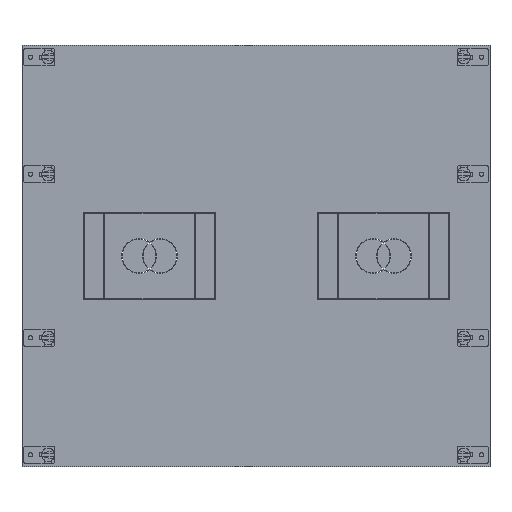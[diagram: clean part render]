
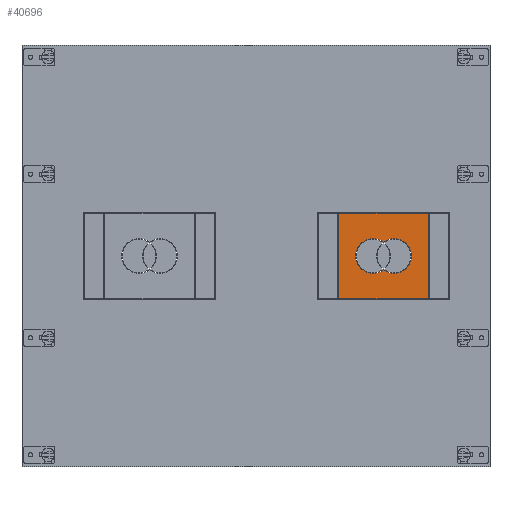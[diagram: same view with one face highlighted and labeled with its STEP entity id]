
A CAD part, top view. The second image highlights one B-rep face of the part: STEP entity #40696.
In plain terms, the highlighted planar face has unit normal (0, 0, 1).
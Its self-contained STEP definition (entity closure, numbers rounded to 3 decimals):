
#40432=DIRECTION('',(-1.,0.,0.));
#40433=VECTOR('',#40432,95.5);
#40434=CARTESIAN_POINT('',(6.354,18.714,1.));
#40435=LINE('',#40434,#40433);
#40499=DIRECTION('',(-1.,0.,0.));
#40500=VECTOR('',#40499,95.5);
#40501=CARTESIAN_POINT('',(6.354,-72.286,1.));
#40502=LINE('',#40501,#40500);
#40506=DIRECTION('',(0.,1.,0.));
#40507=VECTOR('',#40506,91.);
#40508=CARTESIAN_POINT('',(-89.146,-72.286,1.));
#40509=LINE('',#40508,#40507);
#40513=CARTESIAN_POINT('',(-30.146,-26.786,1.));
#40514=DIRECTION('',(0.,0.,1.));
#40515=DIRECTION('',(-0.608,-0.794,0.));
#40516=AXIS2_PLACEMENT_3D('',#40513,#40514,#40515);
#40521=CARTESIAN_POINT('',(-30.146,-26.786,1.));
#40522=DIRECTION('',(0.,0.,1.));
#40523=DIRECTION('',(1.,0.,0.));
#40524=AXIS2_PLACEMENT_3D('',#40521,#40522,#40523);
#40529=CARTESIAN_POINT('',(-52.646,-26.786,1.));
#40530=DIRECTION('',(0.,0.,1.));
#40531=DIRECTION('',(0.608,0.794,0.));
#40532=AXIS2_PLACEMENT_3D('',#40529,#40530,#40531);
#40537=CARTESIAN_POINT('',(-52.646,-26.786,1.));
#40538=DIRECTION('',(0.,0.,1.));
#40539=DIRECTION('',(-1.,0.,0.));
#40540=AXIS2_PLACEMENT_3D('',#40537,#40538,#40539);
#40552=DIRECTION('',(0.,1.,0.));
#40553=VECTOR('',#40552,91.);
#40554=CARTESIAN_POINT('',(6.354,-72.286,1.));
#40555=LINE('',#40554,#40553);
#40573=CARTESIAN_POINT('',(-89.146,18.714,1.));
#40575=VERTEX_POINT('',#40573);
#40577=CARTESIAN_POINT('',(-89.146,-72.286,1.));
#40578=VERTEX_POINT('',#40577);
#40583=CARTESIAN_POINT('',(6.354,18.714,1.));
#40584=VERTEX_POINT('',#40583);
#40595=CARTESIAN_POINT('',(-11.646,-26.786,1.));
#40596=CARTESIAN_POINT('',(-41.396,-12.1,1.));
#40597=VERTEX_POINT('',#40595);
#40598=VERTEX_POINT('',#40596);
#40599=CARTESIAN_POINT('',(-41.396,-41.472,1.));
#40600=VERTEX_POINT('',#40599);
#40601=CARTESIAN_POINT('',(6.354,-72.286,1.));
#40602=VERTEX_POINT('',#40601);
#40603=CARTESIAN_POINT('',(-71.146,-26.786,1.));
#40604=VERTEX_POINT('',#40603);
#40674=CARTESIAN_POINT('',(0.,0.,1.));
#40675=DIRECTION('',(0.,0.,1.));
#40676=DIRECTION('',(1.,0.,0.));
#40677=AXIS2_PLACEMENT_3D('',#40674,#40675,#40676);
#40678=PLANE('',#40677);
#40679=ORIENTED_EDGE('',*,*,#40631,.F.);
#40681=ORIENTED_EDGE('',*,*,#40680,.F.);
#40682=ORIENTED_EDGE('',*,*,#40666,.T.);
#40683=ORIENTED_EDGE('',*,*,#40612,.T.);
#40684=EDGE_LOOP('',(#40679,#40681,#40682,#40683));
#40685=FACE_OUTER_BOUND('',#40684,.F.);
#40687=ORIENTED_EDGE('',*,*,#40686,.T.);
#40689=ORIENTED_EDGE('',*,*,#40688,.T.);
#40691=ORIENTED_EDGE('',*,*,#40690,.T.);
#40693=ORIENTED_EDGE('',*,*,#40692,.T.);
#40694=EDGE_LOOP('',(#40687,#40689,#40691,#40693));
#40695=FACE_BOUND('',#40694,.F.);
#40517=CIRCLE('',#40516,18.5);
#40525=CIRCLE('',#40524,18.5);
#40533=CIRCLE('',#40532,18.5);
#40541=CIRCLE('',#40540,18.5);
#40612=EDGE_CURVE('',#40578,#40575,#40509,.T.);
#40631=EDGE_CURVE('',#40584,#40575,#40435,.T.);
#40666=EDGE_CURVE('',#40602,#40578,#40502,.T.);
#40680=EDGE_CURVE('',#40602,#40584,#40555,.T.);
#40686=EDGE_CURVE('',#40600,#40597,#40517,.T.);
#40688=EDGE_CURVE('',#40597,#40598,#40525,.T.);
#40690=EDGE_CURVE('',#40598,#40604,#40533,.T.);
#40692=EDGE_CURVE('',#40604,#40600,#40541,.T.);
#40696=ADVANCED_FACE('',(#40685,#40695),#40678,.T.);
